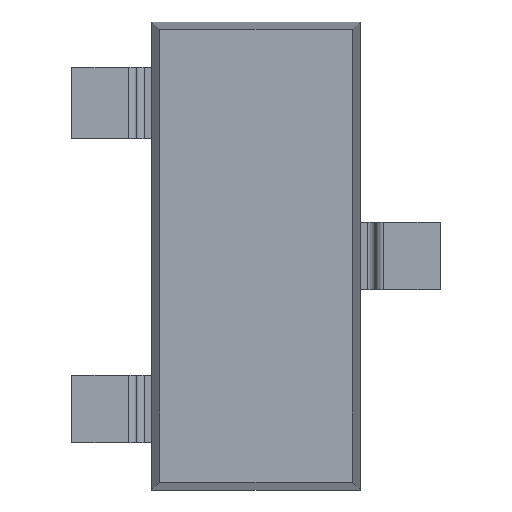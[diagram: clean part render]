
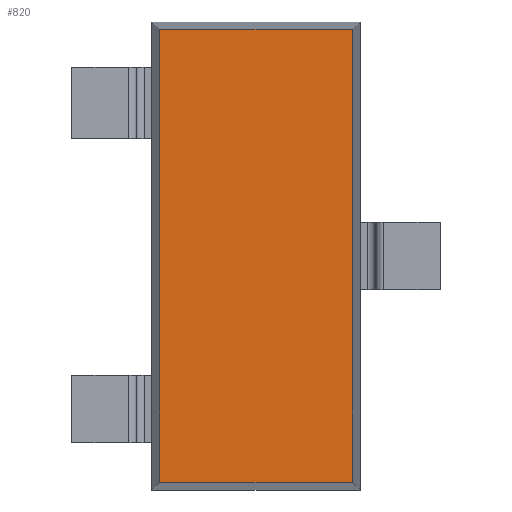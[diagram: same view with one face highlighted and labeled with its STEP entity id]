
A CAD part, top view. The second image highlights one B-rep face of the part: STEP entity #820.
In plain terms, the highlighted planar face has unit normal (0, 0, 1).
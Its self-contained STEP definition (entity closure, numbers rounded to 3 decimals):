
#53=DIRECTION('',(0.,-1.,0.));
#54=VECTOR('',#53,2.824);
#55=CARTESIAN_POINT('',(0.602,1.413,0.4));
#56=LINE('',#55,#54);
#57=DIRECTION('',(0.,-1.,0.));
#58=VECTOR('',#57,2.824);
#59=CARTESIAN_POINT('',(-0.602,1.413,0.4));
#60=LINE('',#59,#58);
#61=DIRECTION('',(1.,0.,0.));
#62=VECTOR('',#61,1.204);
#63=CARTESIAN_POINT('',(-0.602,1.413,0.4));
#64=LINE('',#63,#62);
#73=DIRECTION('',(1.,0.,0.));
#74=VECTOR('',#73,1.204);
#75=CARTESIAN_POINT('',(-0.602,-1.412,0.4));
#76=LINE('',#75,#74);
#578=CARTESIAN_POINT('',(0.602,1.413,0.4));
#580=VERTEX_POINT('',#578);
#582=CARTESIAN_POINT('',(-0.602,1.413,0.4));
#584=VERTEX_POINT('',#582);
#585=CARTESIAN_POINT('',(0.602,-1.412,0.4));
#586=VERTEX_POINT('',#585);
#587=CARTESIAN_POINT('',(-0.602,-1.412,0.4));
#588=VERTEX_POINT('',#587);
#807=CARTESIAN_POINT('',(-0.65,1.413,0.4));
#808=DIRECTION('',(0.,0.,1.));
#809=DIRECTION('',(0.,-1.,0.));
#810=AXIS2_PLACEMENT_3D('',#807,#808,#809);
#811=PLANE('',#810);
#812=ORIENTED_EDGE('',*,*,#787,.T.);
#814=ORIENTED_EDGE('',*,*,#813,.F.);
#816=ORIENTED_EDGE('',*,*,#815,.F.);
#817=ORIENTED_EDGE('',*,*,#798,.T.);
#818=EDGE_LOOP('',(#812,#814,#816,#817));
#819=FACE_OUTER_BOUND('',#818,.F.);
#787=EDGE_CURVE('',#580,#586,#56,.T.);
#798=EDGE_CURVE('',#584,#580,#64,.T.);
#813=EDGE_CURVE('',#588,#586,#76,.T.);
#815=EDGE_CURVE('',#584,#588,#60,.T.);
#820=ADVANCED_FACE('',(#819),#811,.T.);
